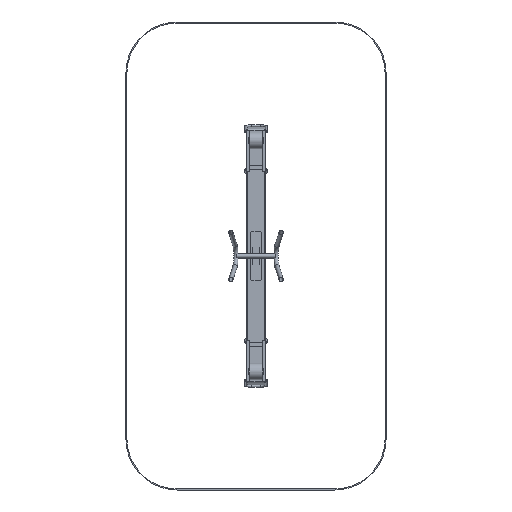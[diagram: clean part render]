
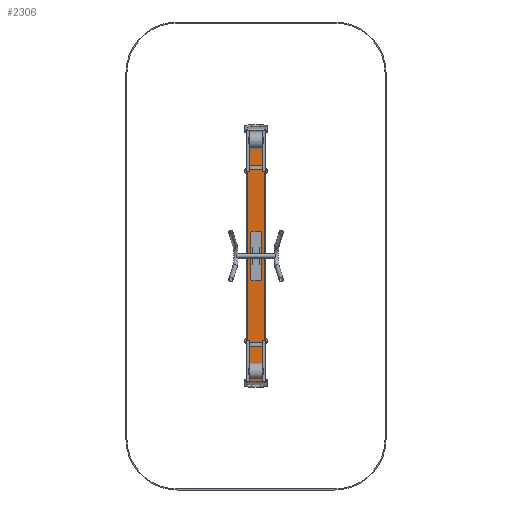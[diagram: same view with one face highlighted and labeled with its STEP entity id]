
A CAD part, front view. The second image highlights one B-rep face of the part: STEP entity #2306.
In plain terms, the highlighted face is planar.
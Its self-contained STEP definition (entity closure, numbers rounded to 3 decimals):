
#2306=ADVANCED_FACE('',(#3932),#3934,.F.);
#3932=FACE_BOUND('',#3933,.T.);
#3933=EDGE_LOOP('',(#5737,#5738,#5739,#5740));
#3934=PLANE('',#3935);
#3935=AXIS2_PLACEMENT_3D('',#3936,#3937,#3938);
#3936=CARTESIAN_POINT('',(0.,0.,0.));
#3937=DIRECTION('',(0.,0.,1.));
#3938=DIRECTION('',(1.,0.,0.));
#5737=ORIENTED_EDGE('',*,*,#6675,.F.);
#5738=ORIENTED_EDGE('',*,*,#6676,.F.);
#5739=ORIENTED_EDGE('',*,*,#6677,.F.);
#5740=ORIENTED_EDGE('',*,*,#6678,.F.);
#6675=EDGE_CURVE('',#7224,#7225,#7226,.T.);
#6676=EDGE_CURVE('',#7227,#7224,#7228,.T.);
#6677=EDGE_CURVE('',#7229,#7227,#7230,.T.);
#6678=EDGE_CURVE('',#7225,#7229,#7231,.T.);
#7224=VERTEX_POINT('',#8215);
#7225=VERTEX_POINT('',#8216);
#7226=LINE('',#8217,#8218);
#7227=VERTEX_POINT('',#8220);
#7228=LINE('',#8221,#8222);
#7229=VERTEX_POINT('',#8224);
#7230=LINE('',#8225,#8226);
#7231=LINE('',#8228,#8229);
#8215=CARTESIAN_POINT('',(10.,-275.,0.));
#8216=CARTESIAN_POINT('',(170.,-275.,0.));
#8217=CARTESIAN_POINT('',(10.,-275.,0.));
#8218=VECTOR('',#8219,1.);
#8219=DIRECTION('',(1.,0.,0.));
#8220=CARTESIAN_POINT('',(10.,2175.,0.));
#8221=CARTESIAN_POINT('',(10.,2175.,0.));
#8222=VECTOR('',#8223,1.);
#8223=DIRECTION('',(0.,-1.,0.));
#8224=CARTESIAN_POINT('',(170.,2175.,0.));
#8225=CARTESIAN_POINT('',(170.,2175.,0.));
#8226=VECTOR('',#8227,1.);
#8227=DIRECTION('',(-1.,0.,0.));
#8228=CARTESIAN_POINT('',(170.,-275.,0.));
#8229=VECTOR('',#8230,1.);
#8230=DIRECTION('',(0.,1.,0.));
